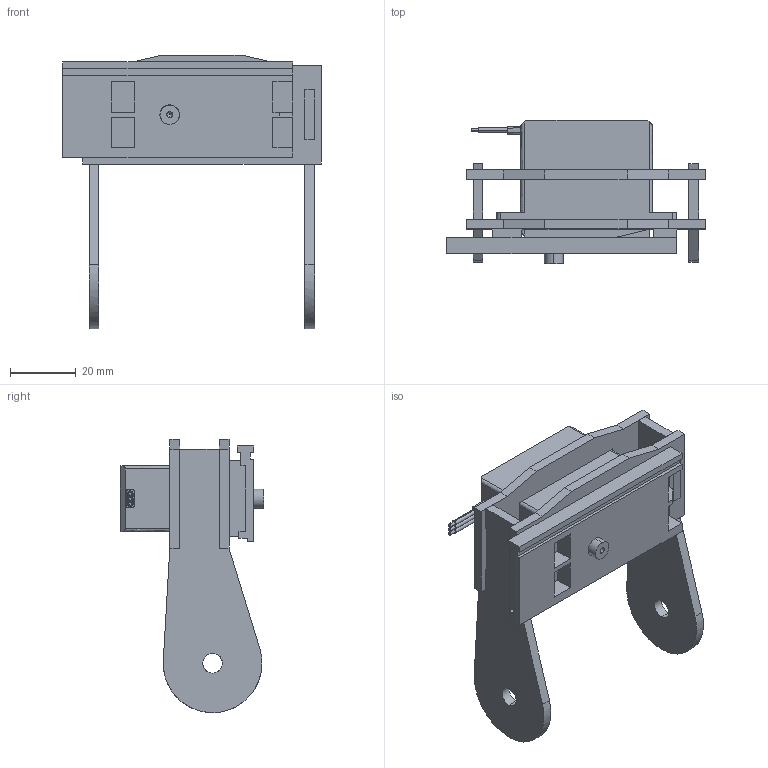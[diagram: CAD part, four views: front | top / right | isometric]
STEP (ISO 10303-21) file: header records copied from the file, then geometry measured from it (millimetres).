
FILE_DESCRIPTION(/* description */ (''),/* implementation_level */ '2;1');
FILE_NAME(/* name */ 'arm_3',/* time_stamp */ '2018-07-04T17:10:00+02:00',/* author */ (''),/* organization */ (''),/* preprocessor_version */ 'ST-DEVELOPER v15',/* originating_system */ '',/* authorisation */ '');
FILE_SCHEMA (('CONFIG_CONTROL_DESIGN'));
Length unit declared in the file: millimetre
Products named in the file (6): Document; ASMHand; HandServoHolder; Servo_sin servohorn; Wrist
Assembly tree (5 placements, depth 4):
  Document
    Document
      ASMHand
        HandServoHolder
        Servo_sin servohorn
        Wrist
Bounding box: 78.5 x 43.5 x 83 mm (x, y, z)
Volume: 55060.3 mm3; surface area: 29653 mm2
Topology: 10 solids, 10 shells, 284 faces, 743 edges, 493 vertices
Faces by surface type: plane 201, bspline 83
Entity records: 9407 total; most frequent: CARTESIAN_POINT 4076, ORIENTED_EDGE 1482, EDGE_CURVE 741, B_SPLINE_CURVE_WITH_KNOTS 500, VERTEX_POINT 493, EDGE_LOOP 324, ADVANCED_FACE 284, FACE_OUTER_BOUND 284
